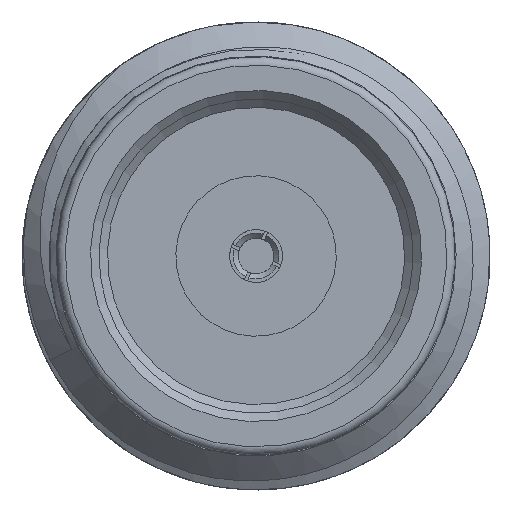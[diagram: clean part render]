
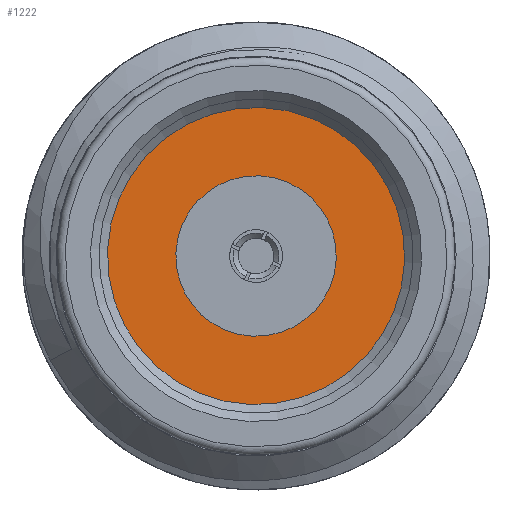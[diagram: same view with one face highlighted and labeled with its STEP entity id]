
A CAD part, left-side view. The second image highlights one B-rep face of the part: STEP entity #1222.
In plain terms, the highlighted planar face has unit normal (-1, 0, 0).
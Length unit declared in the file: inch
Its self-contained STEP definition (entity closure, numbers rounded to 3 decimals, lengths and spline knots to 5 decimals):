
#8 = EDGE_LOOP ( 'NONE', ( #647 ) ) ;
#74 = CIRCLE ( 'NONE', #1796, 0.0875 ) ;
#153 = DIRECTION ( 'NONE',  ( 0., -0.382, 0.924 ) ) ;
#197 = EDGE_CURVE ( 'NONE', #3093, #3093, #74, .T. ) ;
#647 = ORIENTED_EDGE ( 'NONE', *, *, #197, .T. ) ;
#916 = DIRECTION ( 'NONE',  ( 0., -0.382, 0.924 ) ) ;
#1222 = ADVANCED_FACE ( 'NONE', ( #4559, #2661 ), #5013, .T. ) ;
#1796 = AXIS2_PLACEMENT_3D ( 'NONE', #4484, #2125, #916 ) ;
#1848 = DIRECTION ( 'NONE',  ( 0., -0.382, 0.924 ) ) ;
#2089 = AXIS2_PLACEMENT_3D ( 'NONE', #2974, #4709, #153 ) ;
#2125 = DIRECTION ( 'NONE',  ( -1., 0., 0. ) ) ;
#2437 = CIRCLE ( 'NONE', #2089, 0.04724 ) ;
#2661 = FACE_OUTER_BOUND ( 'NONE', #8, .T. ) ;
#2667 = AXIS2_PLACEMENT_3D ( 'NONE', #2904, #4302, #1848 ) ;
#2904 = CARTESIAN_POINT ( 'NONE',  ( 0.08008, 0., 0. ) ) ;
#2974 = CARTESIAN_POINT ( 'NONE',  ( 0.08008, 0., 0. ) ) ;
#3024 = ORIENTED_EDGE ( 'NONE', *, *, #3328, .F. ) ;
#3093 = VERTEX_POINT ( 'NONE', #4305 ) ;
#3328 = EDGE_CURVE ( 'NONE', #4524, #4524, #2437, .T. ) ;
#3747 = EDGE_LOOP ( 'NONE', ( #3024 ) ) ;
#4302 = DIRECTION ( 'NONE',  ( -1., 0., 0. ) ) ;
#4305 = CARTESIAN_POINT ( 'NONE',  ( 0.08008, -0.03341, 0.08087 ) ) ;
#4484 = CARTESIAN_POINT ( 'NONE',  ( 0.08008, 0., 0. ) ) ;
#4524 = VERTEX_POINT ( 'NONE', #5323 ) ;
#4559 = FACE_BOUND ( 'NONE', #3747, .T. ) ;
#4709 = DIRECTION ( 'NONE',  ( -1., 0., 0. ) ) ;
#5013 = PLANE ( 'NONE',  #2667 ) ;
#5323 = CARTESIAN_POINT ( 'NONE',  ( 0.08008, -0.01804, 0.04366 ) ) ;
